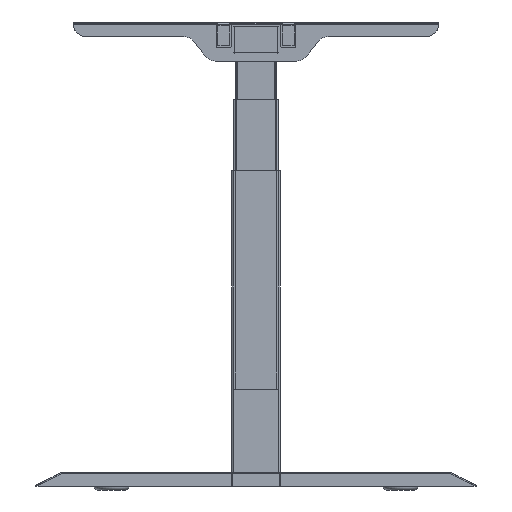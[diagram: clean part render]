
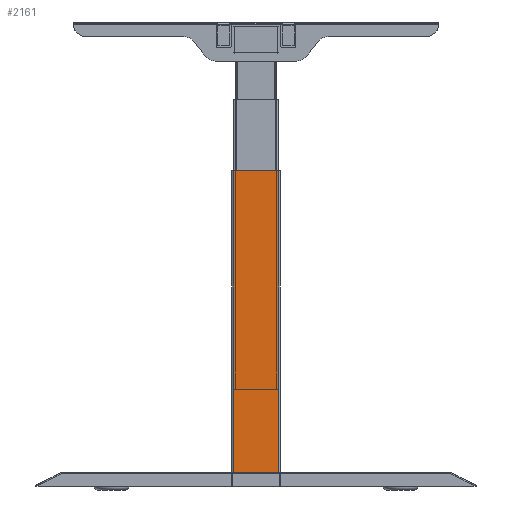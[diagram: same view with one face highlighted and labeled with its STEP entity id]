
A CAD part, front view. The second image highlights one B-rep face of the part: STEP entity #2161.
In plain terms, the highlighted planar face has unit normal (0, -1, 0).
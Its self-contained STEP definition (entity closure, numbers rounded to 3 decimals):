
#1667=CARTESIAN_POINT('',(36.75,-565.,23.));
#1668=VERTEX_POINT('',#1667);
#1676=CARTESIAN_POINT('',(-36.75,-565.,23.));
#1677=VERTEX_POINT('',#1676);
#1678=CARTESIAN_POINT('',(-36.75,-565.,23.));
#1679=DIRECTION('',(1.,0.,-0.));
#1680=VECTOR('',#1679,73.5);
#1681=LINE('',#1678,#1680);
#1682=EDGE_CURVE('',#1677,#1668,#1681,.T.);
#1797=CARTESIAN_POINT('',(-36.75,-565.,509.5));
#1798=VERTEX_POINT('',#1797);
#1799=CARTESIAN_POINT('',(36.75,-565.,509.5));
#1800=VERTEX_POINT('',#1799);
#1801=CARTESIAN_POINT('',(-36.75,-565.,509.5));
#1802=DIRECTION('',(1.,0.,-0.));
#1803=VECTOR('',#1802,73.5);
#1804=LINE('',#1801,#1803);
#1805=EDGE_CURVE('',#1798,#1800,#1804,.T.);
#2140=CARTESIAN_POINT('',(-38.75,-565.,23.));
#2141=DIRECTION('',(0.,1.,-0.));
#2142=DIRECTION('',(0.,-0.,-1.));
#2143=AXIS2_PLACEMENT_3D('',#2140,#2141,#2142);
#2144=PLANE('',#2143);
#2145=ORIENTED_EDGE('',*,*,#1682,.T.);
#2146=CARTESIAN_POINT('',(36.75,-565.,509.5));
#2147=DIRECTION('',(-0.,-0.,-1.));
#2148=VECTOR('',#2147,486.5);
#2149=LINE('',#2146,#2148);
#2150=EDGE_CURVE('',#1800,#1668,#2149,.T.);
#2151=ORIENTED_EDGE('',*,*,#2150,.F.);
#2152=ORIENTED_EDGE('',*,*,#1805,.F.);
#2153=CARTESIAN_POINT('',(-36.75,-565.,23.));
#2154=DIRECTION('',(0.,0.,1.));
#2155=VECTOR('',#2154,486.5);
#2156=LINE('',#2153,#2155);
#2157=EDGE_CURVE('',#1677,#1798,#2156,.T.);
#2158=ORIENTED_EDGE('',*,*,#2157,.F.);
#2159=EDGE_LOOP('',(#2145,#2151,#2152,#2158));
#2160=FACE_BOUND('',#2159,.T.);
#2161=ADVANCED_FACE('',(#2160),#2144,.F.);
